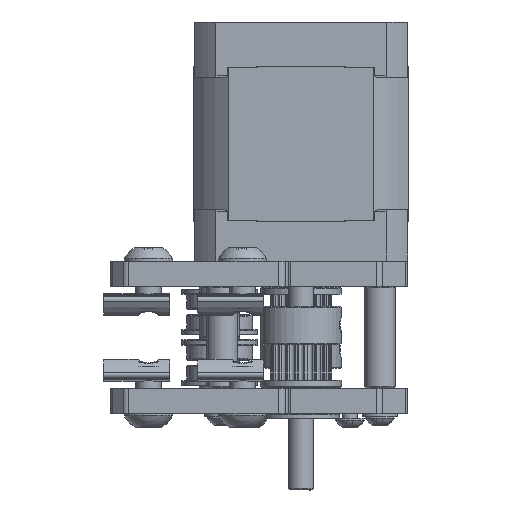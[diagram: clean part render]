
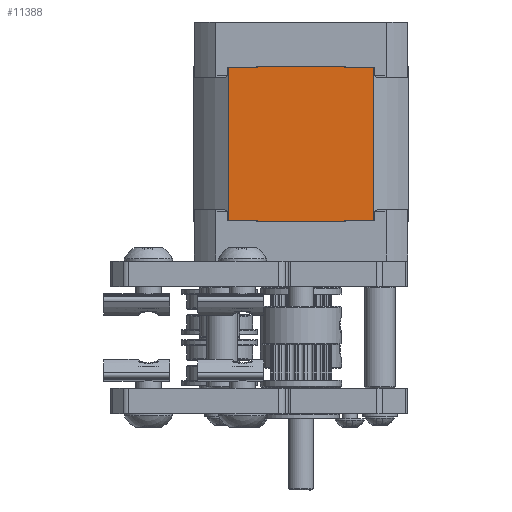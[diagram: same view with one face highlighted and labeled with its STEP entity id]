
A CAD part, left-side view. The second image highlights one B-rep face of the part: STEP entity #11388.
In plain terms, the highlighted planar face has unit normal (-1, 0, 0).
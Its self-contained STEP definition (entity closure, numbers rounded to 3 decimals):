
#1021=PLANE('',#12784);
#1545=FACE_OUTER_BOUND('',#2237,.T.);
#2237=EDGE_LOOP('',(#9533,#9534,#9535,#9536,#9537,#9538,#9539,#9540,#9541,
#9542,#9543,#9544));
#2835=LINE('',#20385,#3662);
#2838=LINE('',#20396,#3665);
#2840=LINE('',#20405,#3667);
#2842=LINE('',#20409,#3669);
#2844=LINE('',#20412,#3671);
#3043=LINE('',#21086,#3870);
#3045=LINE('',#21093,#3872);
#3046=LINE('',#21095,#3873);
#3047=LINE('',#21097,#3874);
#3048=LINE('',#21099,#3875);
#3049=LINE('',#21101,#3876);
#3050=LINE('',#21102,#3877);
#3662=VECTOR('',#15040,30.2);
#3665=VECTOR('',#15049,0.1);
#3667=VECTOR('',#15057,0.1);
#3669=VECTOR('',#15063,5.724);
#3671=VECTOR('',#15067,5.724);
#3870=VECTOR('',#15722,17.012);
#3872=VECTOR('',#15730,0.1);
#3873=VECTOR('',#15731,5.724);
#3874=VECTOR('',#15732,30.2);
#3875=VECTOR('',#15733,5.724);
#3876=VECTOR('',#15734,0.1);
#3877=VECTOR('',#15735,17.012);
#5300=VERTEX_POINT('',#20382);
#5301=VERTEX_POINT('',#20384);
#5305=VERTEX_POINT('',#20393);
#5306=VERTEX_POINT('',#20395);
#5309=VERTEX_POINT('',#20402);
#5310=VERTEX_POINT('',#20404);
#5527=VERTEX_POINT('',#21084);
#5529=VERTEX_POINT('',#21092);
#5530=VERTEX_POINT('',#21094);
#5531=VERTEX_POINT('',#21096);
#5532=VERTEX_POINT('',#21098);
#5533=VERTEX_POINT('',#21100);
#6600=EDGE_CURVE('',#5301,#5300,#2835,.T.);
#6605=EDGE_CURVE('',#5306,#5305,#2838,.T.);
#6609=EDGE_CURVE('',#5310,#5309,#2840,.T.);
#6612=EDGE_CURVE('',#5300,#5310,#2842,.T.);
#6614=EDGE_CURVE('',#5305,#5301,#2844,.T.);
#6935=EDGE_CURVE('',#5309,#5527,#3043,.T.);
#6938=EDGE_CURVE('',#5527,#5529,#3045,.T.);
#6939=EDGE_CURVE('',#5530,#5529,#3046,.T.);
#6940=EDGE_CURVE('',#5531,#5530,#3047,.T.);
#6941=EDGE_CURVE('',#5532,#5531,#3048,.T.);
#6942=EDGE_CURVE('',#5532,#5533,#3049,.T.);
#6943=EDGE_CURVE('',#5533,#5306,#3050,.T.);
#9533=ORIENTED_EDGE('',*,*,#6935,.T.);
#9534=ORIENTED_EDGE('',*,*,#6938,.T.);
#9535=ORIENTED_EDGE('',*,*,#6939,.F.);
#9536=ORIENTED_EDGE('',*,*,#6940,.F.);
#9537=ORIENTED_EDGE('',*,*,#6941,.F.);
#9538=ORIENTED_EDGE('',*,*,#6942,.T.);
#9539=ORIENTED_EDGE('',*,*,#6943,.T.);
#9540=ORIENTED_EDGE('',*,*,#6605,.T.);
#9541=ORIENTED_EDGE('',*,*,#6614,.T.);
#9542=ORIENTED_EDGE('',*,*,#6600,.T.);
#9543=ORIENTED_EDGE('',*,*,#6612,.T.);
#9544=ORIENTED_EDGE('',*,*,#6609,.T.);
#11388=ADVANCED_FACE('',(#1545),#1021,.T.);
#12784=AXIS2_PLACEMENT_3D('',#21091,#15728,#15729);
#15040=DIRECTION('',(0.,0.,-1.));
#15049=DIRECTION('',(0.,0.,-1.));
#15057=DIRECTION('',(0.,0.,-1.));
#15063=DIRECTION('',(0.,-1.,0.));
#15067=DIRECTION('',(0.,1.,0.));
#15722=DIRECTION('',(0.,-1.,0.));
#15728=DIRECTION('center_axis',(-1.,0.,0.));
#15729=DIRECTION('ref_axis',(0.,0.,1.));
#15730=DIRECTION('',(0.,0.,1.));
#15731=DIRECTION('',(0.,1.,0.));
#15732=DIRECTION('',(0.,0.,-1.));
#15733=DIRECTION('',(0.,-1.,0.));
#15734=DIRECTION('',(0.,0.,1.));
#15735=DIRECTION('',(0.,1.,0.));
#20382=CARTESIAN_POINT('',(-21.1,14.23,-19.54));
#20384=CARTESIAN_POINT('',(-21.1,14.23,10.66));
#20385=CARTESIAN_POINT('',(-21.1,14.23,10.66));
#20393=CARTESIAN_POINT('',(-21.1,8.506,10.66));
#20395=CARTESIAN_POINT('',(-21.1,8.506,10.76));
#20396=CARTESIAN_POINT('',(-21.1,8.506,10.76));
#20402=CARTESIAN_POINT('',(-21.1,8.506,-19.64));
#20404=CARTESIAN_POINT('',(-21.1,8.506,-19.54));
#20405=CARTESIAN_POINT('',(-21.1,8.506,-19.54));
#20409=CARTESIAN_POINT('',(-21.1,14.23,-19.54));
#20412=CARTESIAN_POINT('',(-21.1,8.506,10.66));
#21084=CARTESIAN_POINT('',(-21.1,-8.506,-19.64));
#21086=CARTESIAN_POINT('',(-21.1,8.506,-19.64));
#21091=CARTESIAN_POINT('Origin',(-21.1,-14.231,-19.641));
#21092=CARTESIAN_POINT('',(-21.1,-8.506,-19.54));
#21093=CARTESIAN_POINT('',(-21.1,-8.506,-19.64));
#21094=CARTESIAN_POINT('',(-21.1,-14.23,-19.54));
#21095=CARTESIAN_POINT('',(-21.1,-14.23,-19.54));
#21096=CARTESIAN_POINT('',(-21.1,-14.23,10.66));
#21097=CARTESIAN_POINT('',(-21.1,-14.23,10.66));
#21098=CARTESIAN_POINT('',(-21.1,-8.506,10.66));
#21099=CARTESIAN_POINT('',(-21.1,-8.506,10.66));
#21100=CARTESIAN_POINT('',(-21.1,-8.506,10.76));
#21101=CARTESIAN_POINT('',(-21.1,-8.506,10.66));
#21102=CARTESIAN_POINT('',(-21.1,-8.506,10.76));
